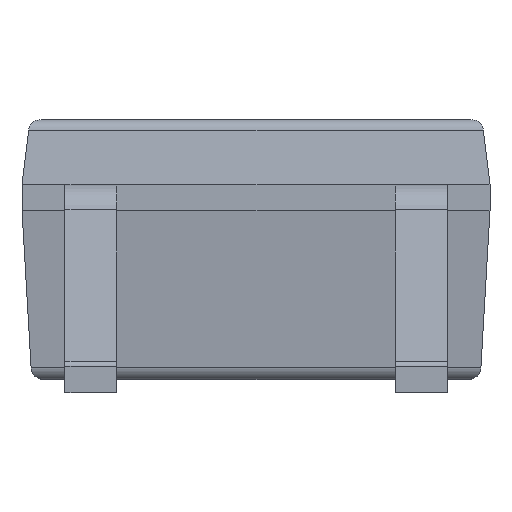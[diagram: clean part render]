
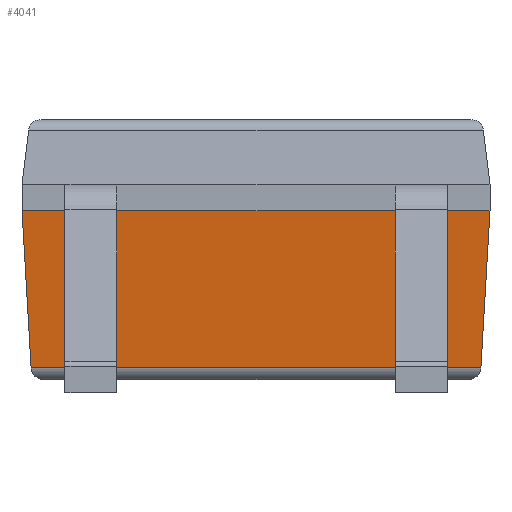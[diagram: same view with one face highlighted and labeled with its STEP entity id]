
A CAD part, left-side view. The second image highlights one B-rep face of the part: STEP entity #4041.
In plain terms, the highlighted planar face has unit normal (-0.995, 0, -0.097).
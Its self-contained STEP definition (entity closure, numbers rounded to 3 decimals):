
#341=ORIENTED_EDGE('',*,*,#1137,.T.);
#342=ORIENTED_EDGE('',*,*,#1110,.T.);
#343=ORIENTED_EDGE('',*,*,#1141,.T.);
#344=ORIENTED_EDGE('',*,*,#1121,.T.);
#345=ORIENTED_EDGE('',*,*,#1239,.T.);
#346=ORIENTED_EDGE('',*,*,#1240,.T.);
#347=ORIENTED_EDGE('',*,*,#1241,.F.);
#348=ORIENTED_EDGE('',*,*,#1242,.F.);
#1110=EDGE_CURVE('',#1569,#1568,#1864,.T.);
#1121=EDGE_CURVE('',#1576,#1575,#1875,.T.);
#1137=EDGE_CURVE('',#1584,#1569,#1891,.T.);
#1141=EDGE_CURVE('',#1568,#1576,#1895,.T.);
#1239=EDGE_CURVE('',#1575,#1682,#1979,.T.);
#1240=EDGE_CURVE('',#1682,#1683,#1980,.T.);
#1241=EDGE_CURVE('',#1684,#1683,#1981,.T.);
#1242=EDGE_CURVE('',#1584,#1684,#1982,.T.);
#1568=VERTEX_POINT('',#5161);
#1569=VERTEX_POINT('',#5163);
#1575=VERTEX_POINT('',#5183);
#1576=VERTEX_POINT('',#5185);
#1584=VERTEX_POINT('',#5215);
#1682=VERTEX_POINT('',#5609);
#1683=VERTEX_POINT('',#5611);
#1684=VERTEX_POINT('',#5613);
#1864=LINE('',#5162,#2202);
#1875=LINE('',#5184,#2213);
#1891=LINE('',#5214,#2229);
#1895=LINE('',#5221,#2233);
#1979=LINE('',#5608,#2317);
#1980=LINE('',#5610,#2318);
#1981=LINE('',#5612,#2319);
#1982=LINE('',#5614,#2320);
#2202=VECTOR('',#4423,1000.);
#2213=VECTOR('',#4442,1000.);
#2229=VECTOR('',#4470,1000.);
#2233=VECTOR('',#4476,1000.);
#2317=VECTOR('',#4570,1000.);
#2318=VECTOR('',#4571,1000.);
#2319=VECTOR('',#4572,1000.);
#2320=VECTOR('',#4573,1000.);
#2564=EDGE_LOOP('',(#341,#342,#343,#344,#345,#346,#347,#348));
#2758=FACE_BOUND('',#2564,.T.);
#2941=PLANE('',#4234);
#4041=ADVANCED_FACE('',(#2758),#2941,.F.);
#4234=AXIS2_PLACEMENT_3D('',#5607,#4568,#4569);
#4423=DIRECTION('',(0.,1.,0.));
#4442=DIRECTION('',(0.,1.,0.));
#4470=DIRECTION('',(0.,1.,0.));
#4476=DIRECTION('',(0.,1.,0.));
#4568=DIRECTION('',(0.995,0.,0.097));
#4569=DIRECTION('',(0.097,0.,-0.995));
#4570=DIRECTION('',(0.,1.,0.));
#4571=DIRECTION('',(0.097,-0.057,-0.994));
#4572=DIRECTION('',(0.,1.,0.));
#4573=DIRECTION('',(0.097,0.057,-0.994));
#5161=CARTESIAN_POINT('',(-2.2,-1.07,1.4));
#5162=CARTESIAN_POINT('',(-2.2,-1.8,1.4));
#5163=CARTESIAN_POINT('',(-2.2,-1.47,1.4));
#5183=CARTESIAN_POINT('',(-2.2,1.47,1.4));
#5184=CARTESIAN_POINT('',(-2.2,-1.8,1.4));
#5185=CARTESIAN_POINT('',(-2.2,1.07,1.4));
#5214=CARTESIAN_POINT('',(-2.2,-1.8,1.4));
#5215=CARTESIAN_POINT('',(-2.2,-1.8,1.4));
#5221=CARTESIAN_POINT('',(-2.2,-1.8,1.4));
#5607=CARTESIAN_POINT('',(-2.2,-1.8,1.4));
#5608=CARTESIAN_POINT('',(-2.2,-1.8,1.4));
#5609=CARTESIAN_POINT('',(-2.2,1.8,1.4));
#5610=CARTESIAN_POINT('',(-2.18,1.788,1.194));
#5611=CARTESIAN_POINT('',(-2.082,1.73,0.19));
#5612=CARTESIAN_POINT('',(-2.082,-1.8,0.19));
#5613=CARTESIAN_POINT('',(-2.082,-1.73,0.19));
#5614=CARTESIAN_POINT('',(-2.2,-1.8,1.4));
